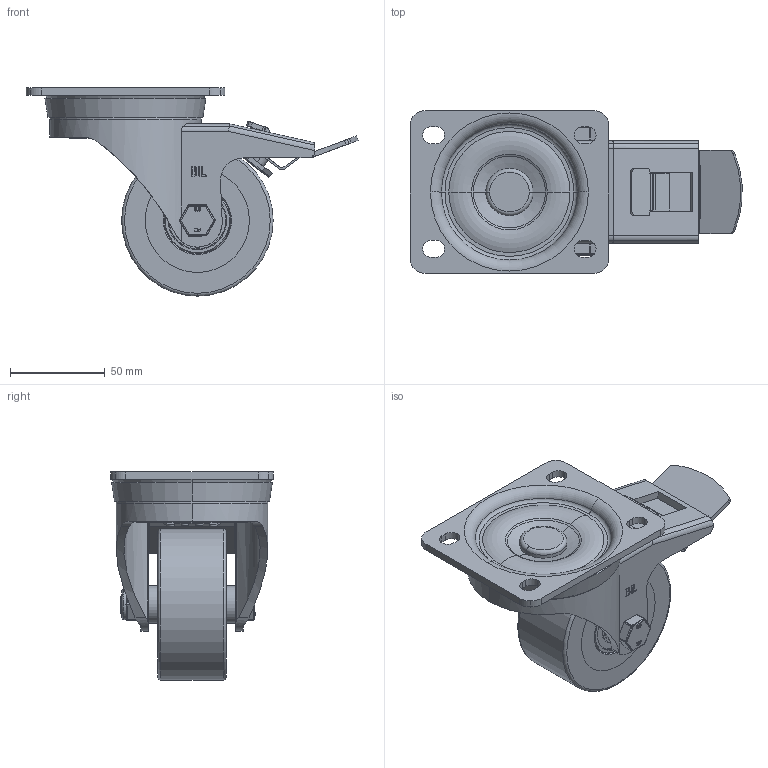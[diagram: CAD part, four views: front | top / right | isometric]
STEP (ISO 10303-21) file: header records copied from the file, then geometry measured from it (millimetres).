
FILE_DESCRIPTION(('STEP AP214'),'1');
FILE_NAME('BZH80PTBJSWB.STEP','2022-09-09T13:52:57',(' '),(' '),'Spatial InterOp 3D',' ',' ');
FILE_SCHEMA(('AUTOMOTIVE_DESIGN { 1 0 10303 214 1 1 1 1 }'));
Length unit declared in the file: metre
Products named in the file (32): BZH80ASSWB; ZINC PLATED, PRESSED STEEL TOP PLATE; ZINC PLATED, PRESSED STEEL FORKS; BEARING SEAL; ZINC PLATED, PRESSED STEEL BRAKE PEDAL; BRAKE PAD; BRAKE PAD Geometry; BRAKE BOLT; BZH80PTBJSWB; BZH8036WPTBJM15; POLYURETHANE TYRE; CAST IRON RIM; BEARING 6202; METAL; METAL2; Pattern; Component1; MIDDLE; RUBBER; RUBBER2; BEARING SPACER; TH15X5X10 - 3; ZINC PLATED HEADED SPACER; HEXBOLTM10X65Z8.8FULL; GRADE 8.8 FULLY THREADED ZINC PLATED BOLT; NYLOC NUT; RUBBER3; NUT; NYLOCM10Z
Assembly tree (52 placements, depth 5):
  BZH80PTBJSWB
    BZH80ASSWB
      ZINC PLATED, PRESSED STEEL TOP PLATE
      ZINC PLATED, PRESSED STEEL FORKS
      BEARING SEAL
      ZINC PLATED, PRESSED STEEL BRAKE PEDAL
      BRAKE PAD
        BRAKE PAD Geometry
        BRAKE BOLT
    BZH8036WPTBJM15
      POLYURETHANE TYRE
      CAST IRON RIM
      BEARING 6202
        METAL
        METAL2
        Pattern
          Component1  x8
        MIDDLE
        RUBBER
        RUBBER2
      BEARING 6202
        METAL
        METAL2
        Pattern
          Component1  x8
        MIDDLE
        RUBBER
        RUBBER2
      BEARING SPACER
    TH15X5X10 - 3
      ZINC PLATED HEADED SPACER
    TH15X5X10 - 3
      ZINC PLATED HEADED SPACER
    HEXBOLTM10X65Z8.8FULL
      GRADE 8.8 FULLY THREADED ZINC PLATED BOLT
    NYLOCM10Z
      NYLOC NUT
        RUBBER3
        NUT
Bounding box: 175.34 x 86 x 110 mm (x, y, z)
Volume: 315292.5 mm3; surface area: 142488.6 mm2
Topology: 40 solids, 40 shells, 1630 faces, 4277 edges, 2757 vertices
Faces by surface type: plane 578, cylinder 512, extrusion 330, sphere 132, torus 42, cone 28, bspline 8
Entity records: 57644 total; most frequent: CARTESIAN_POINT 27060, ORIENTED_EDGE 6322, DIRECTION 5853, EDGE_CURVE 3161, AXIS2_PLACEMENT_3D 2097, VERTEX_POINT 2069, VECTOR 1659, LINE 1469
